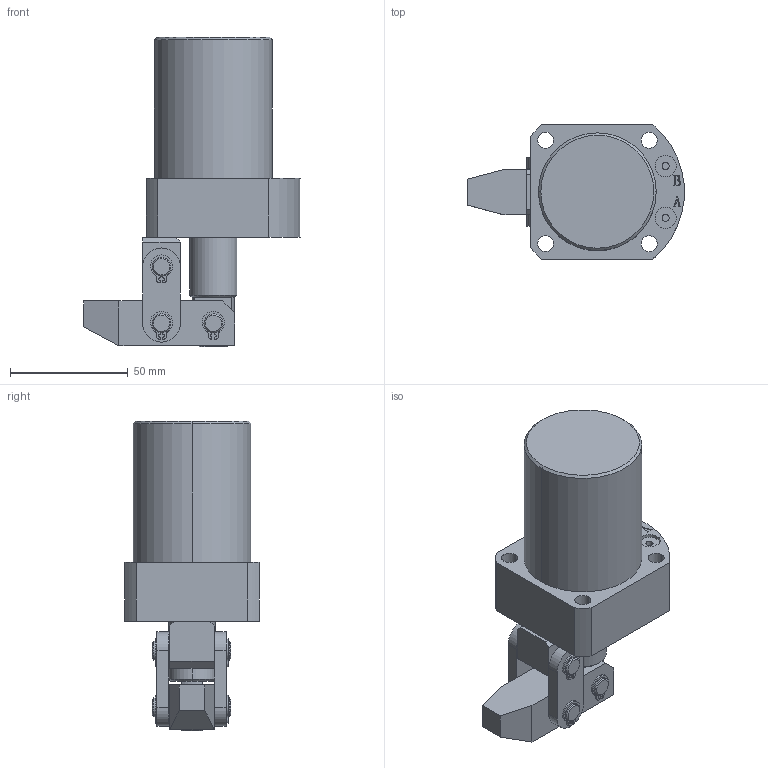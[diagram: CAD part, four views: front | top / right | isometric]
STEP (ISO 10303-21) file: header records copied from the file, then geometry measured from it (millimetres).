
FILE_DESCRIPTION (( 'STEP AP203' ), '1' );
FILE_NAME ('HLC-FAM32.STEP', '2019-10-10T09:17:47', ( '微软用户' ), ( '微软中国' ), 'SwSTEP 2.0', 'SolidWorks 2012', '' );
FILE_SCHEMA (( 'CONFIG_CONTROL_DESIGN' ));
Length unit declared in the file: millimetre
Products named in the file (9): HLC-FAM32; HLC-32盓厥裝; circlips for shaft--type a small gb_GB_CONNECTING_PIECE_RING_RRA 8; HLC-FAM32酗种; HLC-FAM32揤旋; HLC-FAM32蟀裝; HLC-32活塞杆; HLC-FAM32傻种; HLC-FAM32掛极
Assembly tree (15 placements, depth 2):
  HLC-FAM32
    HLC-FAM32掛极
    HLC-FAM32傻种
    HLC-32活塞杆
    HLC-FAM32蟀裝  x2
    HLC-FAM32揤旋
    HLC-FAM32酗种  x2
    circlips for shaft--type a small gb_GB_CONNECTING_PIECE_RING_RRA 8  x6
    HLC-32盓厥裝
Bounding box: 91.88 x 57 x 131.5 mm (x, y, z)
Volume: 220978.8 mm3; surface area: 53164.8 mm2
Topology: 15 solids, 15 shells, 374 faces, 913 edges, 598 vertices
Faces by surface type: cylinder 184, plane 149, cone 19, bspline 16, torus 6
Entity records: 8866 total; most frequent: CARTESIAN_POINT 2069, DIRECTION 1219, ORIENTED_EDGE 1126, EDGE_CURVE 563, AXIS2_PLACEMENT_3D 452, VERTEX_POINT 366, VECTOR 315, LINE 315
